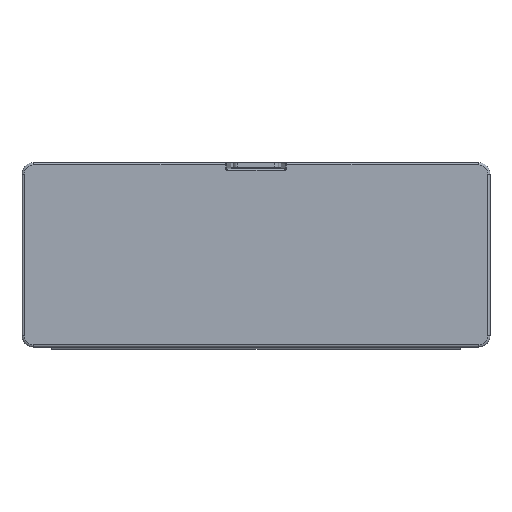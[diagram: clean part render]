
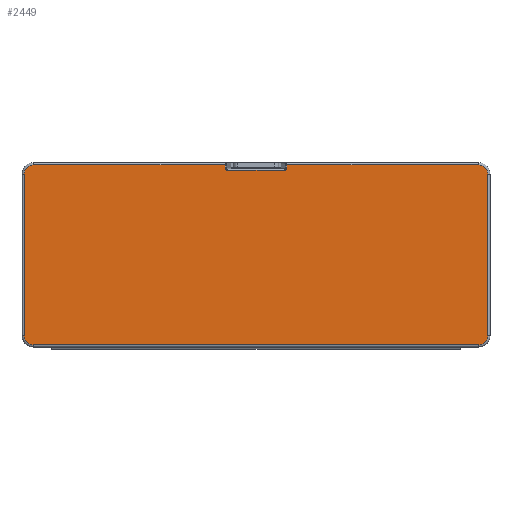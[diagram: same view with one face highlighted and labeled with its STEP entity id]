
A CAD part, front view. The second image highlights one B-rep face of the part: STEP entity #2449.
In plain terms, the highlighted planar face has unit normal (0, -1, 0).
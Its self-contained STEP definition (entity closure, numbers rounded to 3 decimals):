
#43 = EDGE_CURVE ( 'NONE', #3735, #1291, #1708, .T. ) ;
#47 = CARTESIAN_POINT ( 'NONE',  ( 13.473, 0., 37.514 ) ) ;
#48 = VERTEX_POINT ( 'NONE', #3659 ) ;
#88 = CARTESIAN_POINT ( 'NONE',  ( 12.472, 0., 37.1 ) ) ;
#109 = LINE ( 'NONE', #1500, #2982 ) ;
#137 = VERTEX_POINT ( 'NONE', #2852 ) ;
#254 = EDGE_CURVE ( 'NONE', #137, #48, #1800, .T. ) ;
#289 = EDGE_CURVE ( 'NONE', #597, #550, #2471, .T. ) ;
#350 = DIRECTION ( 'NONE',  ( 0., 0., 1. ) ) ;
#394 = CARTESIAN_POINT ( 'NONE',  ( -97.75, 0., -35.5 ) ) ;
#550 = VERTEX_POINT ( 'NONE', #2127 ) ;
#565 = VERTEX_POINT ( 'NONE', #2145 ) ;
#597 = VERTEX_POINT ( 'NONE', #1516 ) ;
#602 = CIRCLE ( 'NONE', #3619, 4. ) ;
#644 = VECTOR ( 'NONE', #3004, 1000. ) ;
#683 = ORIENTED_EDGE ( 'NONE', *, *, #731, .T. ) ;
#695 = VECTOR ( 'NONE', #1431, 1000. ) ;
#716 = CARTESIAN_POINT ( 'NONE',  ( 0., 0., 0. ) ) ;
#731 = EDGE_CURVE ( 'NONE', #2551, #1164, #4557, .T. ) ;
#826 = CARTESIAN_POINT ( 'NONE',  ( 13.473, 0., 0. ) ) ;
#842 = AXIS2_PLACEMENT_3D ( 'NONE', #716, #1923, #350 ) ;
#857 = ORIENTED_EDGE ( 'NONE', *, *, #2875, .T. ) ;
#898 = LINE ( 'NONE', #1296, #1187 ) ;
#929 = CARTESIAN_POINT ( 'NONE',  ( -97.75, 0., 35.5 ) ) ;
#1036 = CIRCLE ( 'NONE', #3750, 4. ) ;
#1087 = LINE ( 'NONE', #3239, #4690 ) ;
#1100 = DIRECTION ( 'NONE',  ( 0., -1., 0. ) ) ;
#1111 = VECTOR ( 'NONE', #1601, 1000. ) ;
#1164 = VERTEX_POINT ( 'NONE', #3196 ) ;
#1187 = VECTOR ( 'NONE', #2534, 1000. ) ;
#1279 = CARTESIAN_POINT ( 'NONE',  ( 13.473, 0., 38.1 ) ) ;
#1291 = VERTEX_POINT ( 'NONE', #4437 ) ;
#1296 = CARTESIAN_POINT ( 'NONE',  ( -13., 0., 37.1 ) ) ;
#1347 = VERTEX_POINT ( 'NONE', #3767 ) ;
#1364 = CARTESIAN_POINT ( 'NONE',  ( 97.75, 0., -35.5 ) ) ;
#1367 = VERTEX_POINT ( 'NONE', #2349 ) ;
#1370 = CARTESIAN_POINT ( 'NONE',  ( -13.473, 0., 38.1 ) ) ;
#1376 = EDGE_CURVE ( 'NONE', #565, #137, #602, .T. ) ;
#1431 = DIRECTION ( 'NONE',  ( -1., 0., 0. ) ) ;
#1500 = CARTESIAN_POINT ( 'NONE',  ( -101.75, 0., 0. ) ) ;
#1516 = CARTESIAN_POINT ( 'NONE',  ( -101.75, 0., -35.5 ) ) ;
#1553 = LINE ( 'NONE', #826, #644 ) ;
#1557 = DIRECTION ( 'NONE',  ( 0., 0., 1. ) ) ;
#1601 = DIRECTION ( 'NONE',  ( 0., 0., 1. ) ) ;
#1626 = CARTESIAN_POINT ( 'NONE',  ( -13.059, 0., 37.1 ) ) ;
#1708 = CIRCLE ( 'NONE', #4127, 4. ) ;
#1711 = EDGE_CURVE ( 'NONE', #1367, #2187, #3753, .T. ) ;
#1775 = ORIENTED_EDGE ( 'NONE', *, *, #289, .T. ) ;
#1800 = LINE ( 'NONE', #4469, #3254 ) ;
#1923 = DIRECTION ( 'NONE',  ( 0., 1., 0. ) ) ;
#1927 = CARTESIAN_POINT ( 'NONE',  ( 97.75, 0., 35.5 ) ) ;
#1978 = DIRECTION ( 'NONE',  ( 0., -1., 0. ) ) ;
#2052 = ORIENTED_EDGE ( 'NONE', *, *, #2674, .T. ) ;
#2063 = VERTEX_POINT ( 'NONE', #4011 ) ;
#2127 = CARTESIAN_POINT ( 'NONE',  ( -97.75, 0., -39.5 ) ) ;
#2145 = CARTESIAN_POINT ( 'NONE',  ( 101.75, 0., 35.5 ) ) ;
#2171 = VECTOR ( 'NONE', #1557, 1000. ) ;
#2187 = VERTEX_POINT ( 'NONE', #1279 ) ;
#2215 = DIRECTION ( 'NONE',  ( 0., 0., 1. ) ) ;
#2275 = CARTESIAN_POINT ( 'NONE',  ( 13.059, 0., 37.1 ) ) ;
#2349 = CARTESIAN_POINT ( 'NONE',  ( 12.472, 0., 37.1 ) ) ;
#2370 = DIRECTION ( 'NONE',  ( 0., 0., 1. ) ) ;
#2449 = ADVANCED_FACE ( 'NONE', ( #4812 ), #4526, .F. ) ;
#2471 = CIRCLE ( 'NONE', #4502, 4. ) ;
#2534 = DIRECTION ( 'NONE',  ( -1., 0., 0. ) ) ;
#2551 = VERTEX_POINT ( 'NONE', #4338 ) ;
#2585 = CARTESIAN_POINT ( 'NONE',  ( 0., 0., 39.5 ) ) ;
#2674 = EDGE_CURVE ( 'NONE', #1164, #2063, #4087, .T. ) ;
#2765 = CARTESIAN_POINT ( 'NONE',  ( -13.473, 0., 37.514 ) ) ;
#2799 = EDGE_CURVE ( 'NONE', #550, #3735, #1087, .T. ) ;
#2852 = CARTESIAN_POINT ( 'NONE',  ( 97.75, 0., 39.5 ) ) ;
#2866 = ORIENTED_EDGE ( 'NONE', *, *, #3685, .T. ) ;
#2875 = EDGE_CURVE ( 'NONE', #1347, #597, #109, .T. ) ;
#2982 = VECTOR ( 'NONE', #4478, 1000. ) ;
#2983 = CARTESIAN_POINT ( 'NONE',  ( -12.472, 0., 37.1 ) ) ;
#3002 = DIRECTION ( 'NONE',  ( 0., 0., 1. ) ) ;
#3004 = DIRECTION ( 'NONE',  ( 0., 0., -1. ) ) ;
#3025 = ORIENTED_EDGE ( 'NONE', *, *, #2799, .T. ) ;
#3088 = ORIENTED_EDGE ( 'NONE', *, *, #3151, .T. ) ;
#3135 = CARTESIAN_POINT ( 'NONE',  ( -12.472, 0., 37.1 ) ) ;
#3151 = EDGE_CURVE ( 'NONE', #1291, #565, #4223, .T. ) ;
#3154 = EDGE_LOOP ( 'NONE', ( #3263, #3494, #4015, #2866, #3531, #683, #2052, #3597, #857, #1775, #3025, #3998, #3088, #4212 ) ) ;
#3196 = CARTESIAN_POINT ( 'NONE',  ( -13.473, 0., 39.5 ) ) ;
#3204 = CARTESIAN_POINT ( 'NONE',  ( 97.75, 0., -39.5 ) ) ;
#3239 = CARTESIAN_POINT ( 'NONE',  ( 0., 0., -39.5 ) ) ;
#3254 = VECTOR ( 'NONE', #4080, 1000. ) ;
#3263 = ORIENTED_EDGE ( 'NONE', *, *, #254, .T. ) ;
#3442 = CARTESIAN_POINT ( 'NONE',  ( -13.473, 0., 0. ) ) ;
#3466 = DIRECTION ( 'NONE',  ( 0., -1., 0. ) ) ;
#3494 = ORIENTED_EDGE ( 'NONE', *, *, #3609, .T. ) ;
#3525 = DIRECTION ( 'NONE',  ( 0., 0., 1. ) ) ;
#3531 = ORIENTED_EDGE ( 'NONE', *, *, #4093, .F. ) ;
#3564 = VERTEX_POINT ( 'NONE', #2983 ) ;
#3597 = ORIENTED_EDGE ( 'NONE', *, *, #4157, .T. ) ;
#3609 = EDGE_CURVE ( 'NONE', #48, #2187, #1553, .T. ) ;
#3619 = AXIS2_PLACEMENT_3D ( 'NONE', #1927, #1978, #3002 ) ;
#3659 = CARTESIAN_POINT ( 'NONE',  ( 13.473, 0., 39.5 ) ) ;
#3685 = EDGE_CURVE ( 'NONE', #1367, #3564, #898, .T. ) ;
#3735 = VERTEX_POINT ( 'NONE', #3204 ) ;
#3750 = AXIS2_PLACEMENT_3D ( 'NONE', #929, #3466, #3525 ) ;
#3753 =( BOUNDED_CURVE ( )  B_SPLINE_CURVE ( 3, ( #88, #2275, #47, #3762 ),
 .UNSPECIFIED., .F., .T. ) 
 B_SPLINE_CURVE_WITH_KNOTS ( ( 4, 4 ),
 ( 1.571, 3.142 ),
 .UNSPECIFIED. ) 
 CURVE ( )  GEOMETRIC_REPRESENTATION_ITEM ( )  RATIONAL_B_SPLINE_CURVE ( ( 1., 0.805, 0.805, 1. ) ) 
 REPRESENTATION_ITEM ( '' )  );
#3762 = CARTESIAN_POINT ( 'NONE',  ( 13.473, 0., 38.1 ) ) ;
#3767 = CARTESIAN_POINT ( 'NONE',  ( -101.75, 0., 35.5 ) ) ;
#3998 = ORIENTED_EDGE ( 'NONE', *, *, #43, .T. ) ;
#4011 = CARTESIAN_POINT ( 'NONE',  ( -97.75, 0., 39.5 ) ) ;
#4013 = DIRECTION ( 'NONE',  ( 1., 0., 0. ) ) ;
#4015 = ORIENTED_EDGE ( 'NONE', *, *, #1711, .F. ) ;
#4080 = DIRECTION ( 'NONE',  ( -1., 0., 0. ) ) ;
#4087 = LINE ( 'NONE', #2585, #695 ) ;
#4093 = EDGE_CURVE ( 'NONE', #2551, #3564, #4786, .T. ) ;
#4127 = AXIS2_PLACEMENT_3D ( 'NONE', #1364, #4340, #2370 ) ;
#4157 = EDGE_CURVE ( 'NONE', #2063, #1347, #1036, .T. ) ;
#4212 = ORIENTED_EDGE ( 'NONE', *, *, #1376, .T. ) ;
#4223 = LINE ( 'NONE', #4583, #2171 ) ;
#4338 = CARTESIAN_POINT ( 'NONE',  ( -13.473, 0., 38.1 ) ) ;
#4340 = DIRECTION ( 'NONE',  ( 0., -1., 0. ) ) ;
#4437 = CARTESIAN_POINT ( 'NONE',  ( 101.75, 0., -35.5 ) ) ;
#4469 = CARTESIAN_POINT ( 'NONE',  ( 0., 0., 39.5 ) ) ;
#4478 = DIRECTION ( 'NONE',  ( 0., 0., -1. ) ) ;
#4502 = AXIS2_PLACEMENT_3D ( 'NONE', #394, #1100, #2215 ) ;
#4526 = PLANE ( 'NONE',  #842 ) ;
#4557 = LINE ( 'NONE', #3442, #1111 ) ;
#4583 = CARTESIAN_POINT ( 'NONE',  ( 101.75, 0., 0. ) ) ;
#4690 = VECTOR ( 'NONE', #4013, 1000. ) ;
#4786 =( BOUNDED_CURVE ( )  B_SPLINE_CURVE ( 3, ( #1370, #2765, #1626, #3135 ),
 .UNSPECIFIED., .F., .T. ) 
 B_SPLINE_CURVE_WITH_KNOTS ( ( 4, 4 ),
 ( 0., 1.571 ),
 .UNSPECIFIED. ) 
 CURVE ( )  GEOMETRIC_REPRESENTATION_ITEM ( )  RATIONAL_B_SPLINE_CURVE ( ( 1., 0.805, 0.805, 1. ) ) 
 REPRESENTATION_ITEM ( '' )  );
#4812 = FACE_OUTER_BOUND ( 'NONE', #3154, .T. ) ;
